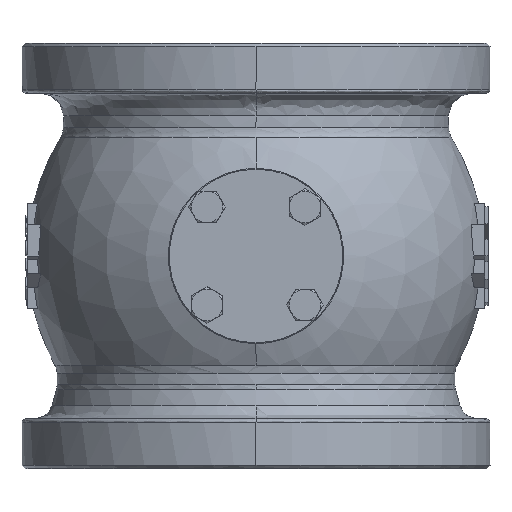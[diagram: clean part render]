
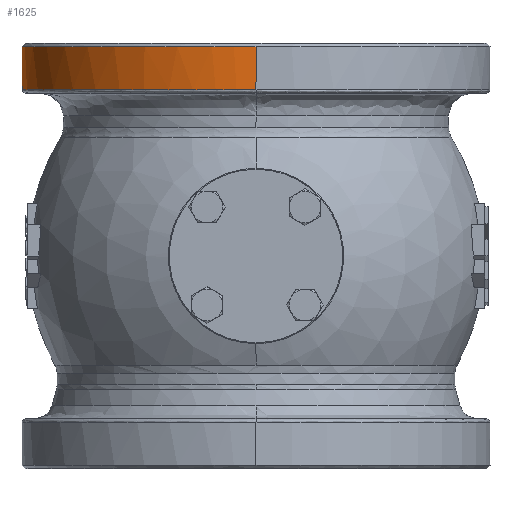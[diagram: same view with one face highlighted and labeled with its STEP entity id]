
A CAD part, front view. The second image highlights one B-rep face of the part: STEP entity #1625.
In plain terms, the highlighted cylindrical face has radius 133.5 mm (diameter 267 mm), a partial arc.
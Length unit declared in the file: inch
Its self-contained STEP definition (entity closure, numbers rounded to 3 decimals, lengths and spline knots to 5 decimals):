
#122 = CARTESIAN_POINT ( 'NONE',  ( -4.72418, 2.32916, 4.70472 ) ) ;
#361 = CARTESIAN_POINT ( 'NONE',  ( -4.98747, 1.69354, 4.70472 ) ) ;
#1269 = CARTESIAN_POINT ( 'NONE',  ( 0., 5.25591, 4.70472 ) ) ;
#1625 = ADVANCED_FACE ( 'NONE', ( #26148 ), #1851, .F. ) ;
#1851 = CYLINDRICAL_SURFACE ( 'NONE', #10694, 5.25591 ) ;
#2293 = CARTESIAN_POINT ( 'NONE',  ( -10.51181, -5.25591, 3.73622 ) ) ;
#3568 = CARTESIAN_POINT ( 'NONE',  ( -5.25591, 0., 4.70472 ) ) ;
#3959 = CARTESIAN_POINT ( 'NONE',  ( -5.25591, 0., 4.70472 ) ) ;
#4560 =( BOUNDED_CURVE ( )  B_SPLINE_CURVE ( 3, ( #26293, #37531, #2293, #46221 ),
 .UNSPECIFIED., .F., .F. ) 
 B_SPLINE_CURVE_WITH_KNOTS ( ( 4, 4 ),
 ( 0., 1. ),
 .UNSPECIFIED. ) 
 CURVE ( )  GEOMETRIC_REPRESENTATION_ITEM ( )  RATIONAL_B_SPLINE_CURVE ( ( 0.957, 0.319, 0.319, 0.957 ) ) 
 REPRESENTATION_ITEM ( '' )  );
#4769 = B_SPLINE_CURVE_WITH_KNOTS ( 'NONE', 3,
 ( #3568, #11536, #33659, #45482, #15587, #16316, #43894, #28039, #43401, #12292, #8163, #16572, #47713, #35182, #39813, #8677, #35421, #8420 ),
 .UNSPECIFIED., .F., .F.,
 ( 4, 2, 2, 2, 2, 2, 2, 2, 4 ),
 ( 0., 0.125, 0.25, 0.375, 0.5, 0.625, 0.75, 0.875, 1. ),
 .UNSPECIFIED. ) ;
#5638 = CARTESIAN_POINT ( 'NONE',  ( 0., 5.25591, 4.05906 ) ) ;
#5751 = EDGE_CURVE ( 'NONE', #29014, #49040, #4769, .T. ) ;
#8163 = CARTESIAN_POINT ( 'NONE',  ( -3.20605, -4.17901, 4.70472 ) ) ;
#8420 = CARTESIAN_POINT ( 'NONE',  ( 0., -5.25591, 4.70472 ) ) ;
#8677 = CARTESIAN_POINT ( 'NONE',  ( -0.68799, -5.22203, 4.70472 ) ) ;
#8696 = CARTESIAN_POINT ( 'NONE',  ( -5.25591, 0., 4.70472 ) ) ;
#9327 = VERTEX_POINT ( 'NONE', #36657 ) ;
#9998 = VERTEX_POINT ( 'NONE', #37678 ) ;
#10694 = AXIS2_PLACEMENT_3D ( 'NONE', #27906, #32953, #43508 ) ;
#11168 = CARTESIAN_POINT ( 'NONE',  ( -3.95973, 3.47324, 4.70472 ) ) ;
#11536 = CARTESIAN_POINT ( 'NONE',  ( -5.25591, -0.344, 4.70472 ) ) ;
#11924 = CARTESIAN_POINT ( 'NONE',  ( -3.47324, 3.95973, 4.70472 ) ) ;
#12176 = CARTESIAN_POINT ( 'NONE',  ( -4.56124, 2.634, 4.70472 ) ) ;
#12292 = CARTESIAN_POINT ( 'NONE',  ( -3.47324, -3.95973, 4.70472 ) ) ;
#15479 = CARTESIAN_POINT ( 'NONE',  ( -5.25591, 0.344, 4.70472 ) ) ;
#15587 = CARTESIAN_POINT ( 'NONE',  ( -4.98747, -1.69354, 4.70472 ) ) ;
#16316 = CARTESIAN_POINT ( 'NONE',  ( -4.72418, -2.32916, 4.70472 ) ) ;
#16572 = CARTESIAN_POINT ( 'NONE',  ( -2.634, -4.56124, 4.70472 ) ) ;
#17116 = CARTESIAN_POINT ( 'NONE',  ( 0., 5.25591, 4.38189 ) ) ;
#17975 = CARTESIAN_POINT ( 'NONE',  ( 0., -5.25591, 4.05906 ) ) ;
#18524 = CARTESIAN_POINT ( 'NONE',  ( -0.68799, 5.22203, 4.70472 ) ) ;
#18665 = B_SPLINE_CURVE_WITH_KNOTS ( 'NONE', 3,
 ( #21556, #21318, #17975, #45554 ),
 .UNSPECIFIED., .F., .F.,
 ( 4, 4 ),
 ( 0., 1. ),
 .UNSPECIFIED. ) ;
#19303 = CARTESIAN_POINT ( 'NONE',  ( -2.634, 4.56124, 4.70472 ) ) ;
#21193 = B_SPLINE_CURVE_WITH_KNOTS ( 'NONE', 3,
 ( #48753, #25522, #18524, #49709, #35071, #38947, #19303, #43294, #11924, #11168, #46858, #12176, #122, #361, #27187, #27681, #15479, #3959 ),
 .UNSPECIFIED., .F., .F.,
 ( 4, 2, 2, 2, 2, 2, 2, 2, 4 ),
 ( 0., 0.125, 0.25, 0.375, 0.5, 0.625, 0.75, 0.875, 1. ),
 .UNSPECIFIED. ) ;
#21318 = CARTESIAN_POINT ( 'NONE',  ( 0., -5.25591, 4.38189 ) ) ;
#21502 = CARTESIAN_POINT ( 'NONE',  ( 0., 5.25591, 4.70472 ) ) ;
#21556 = CARTESIAN_POINT ( 'NONE',  ( 0., -5.25591, 4.70472 ) ) ;
#22862 = EDGE_CURVE ( 'NONE', #49040, #9327, #18665, .T. ) ;
#25522 = CARTESIAN_POINT ( 'NONE',  ( -0.344, 5.25591, 4.70472 ) ) ;
#26148 = FACE_OUTER_BOUND ( 'NONE', #49895, .T. ) ;
#26253 = CARTESIAN_POINT ( 'NONE',  ( 0., -5.25591, 4.70472 ) ) ;
#26293 = CARTESIAN_POINT ( 'NONE',  ( 0., 5.25591, 3.73622 ) ) ;
#27187 = CARTESIAN_POINT ( 'NONE',  ( -5.0878, 1.36276, 4.70472 ) ) ;
#27415 = ORIENTED_EDGE ( 'NONE', *, *, #22862, .T. ) ;
#27549 = ORIENTED_EDGE ( 'NONE', *, *, #42281, .T. ) ;
#27681 = CARTESIAN_POINT ( 'NONE',  ( -5.22203, 0.68799, 4.70472 ) ) ;
#27906 = CARTESIAN_POINT ( 'NONE',  ( 0., 0., 3.73622 ) ) ;
#28039 = CARTESIAN_POINT ( 'NONE',  ( -4.17901, -3.20605, 4.70472 ) ) ;
#29014 = VERTEX_POINT ( 'NONE', #8696 ) ;
#29322 = EDGE_CURVE ( 'NONE', #9998, #9327, #4560, .T. ) ;
#31892 = CARTESIAN_POINT ( 'NONE',  ( 0., 5.25591, 3.73622 ) ) ;
#32953 = DIRECTION ( 'NONE',  ( 0., 0., 1. ) ) ;
#33659 = CARTESIAN_POINT ( 'NONE',  ( -5.22203, -0.68799, 4.70472 ) ) ;
#34141 = ORIENTED_EDGE ( 'NONE', *, *, #29322, .F. ) ;
#34456 = VERTEX_POINT ( 'NONE', #21502 ) ;
#35071 = CARTESIAN_POINT ( 'NONE',  ( -1.69354, 4.98747, 4.70472 ) ) ;
#35182 = CARTESIAN_POINT ( 'NONE',  ( -1.69354, -4.98747, 4.70472 ) ) ;
#35421 = CARTESIAN_POINT ( 'NONE',  ( -0.344, -5.25591, 4.70472 ) ) ;
#36657 = CARTESIAN_POINT ( 'NONE',  ( 0., -5.25591, 3.73622 ) ) ;
#37531 = CARTESIAN_POINT ( 'NONE',  ( -10.51181, 5.25591, 3.73622 ) ) ;
#37678 = CARTESIAN_POINT ( 'NONE',  ( 0., 5.25591, 3.73622 ) ) ;
#38879 = ORIENTED_EDGE ( 'NONE', *, *, #5751, .T. ) ;
#38947 = CARTESIAN_POINT ( 'NONE',  ( -2.32916, 4.72418, 4.70472 ) ) ;
#39813 = CARTESIAN_POINT ( 'NONE',  ( -1.36276, -5.0878, 4.70472 ) ) ;
#40518 = B_SPLINE_CURVE_WITH_KNOTS ( 'NONE', 3,
 ( #31892, #5638, #17116, #1269 ),
 .UNSPECIFIED., .F., .F.,
 ( 4, 4 ),
 ( 0., 1. ),
 .UNSPECIFIED. ) ;
#42281 = EDGE_CURVE ( 'NONE', #9998, #34456, #40518, .T. ) ;
#43294 = CARTESIAN_POINT ( 'NONE',  ( -3.20605, 4.17901, 4.70472 ) ) ;
#43401 = CARTESIAN_POINT ( 'NONE',  ( -3.95973, -3.47324, 4.70472 ) ) ;
#43508 = DIRECTION ( 'NONE',  ( 0., -1., 0. ) ) ;
#43894 = CARTESIAN_POINT ( 'NONE',  ( -4.56124, -2.634, 4.70472 ) ) ;
#45482 = CARTESIAN_POINT ( 'NONE',  ( -5.0878, -1.36276, 4.70472 ) ) ;
#45554 = CARTESIAN_POINT ( 'NONE',  ( 0., -5.25591, 3.73622 ) ) ;
#46221 = CARTESIAN_POINT ( 'NONE',  ( 0., -5.25591, 3.73622 ) ) ;
#46858 = CARTESIAN_POINT ( 'NONE',  ( -4.17901, 3.20605, 4.70472 ) ) ;
#47713 = CARTESIAN_POINT ( 'NONE',  ( -2.32916, -4.72418, 4.70472 ) ) ;
#48267 = EDGE_CURVE ( 'NONE', #34456, #29014, #21193, .T. ) ;
#48753 = CARTESIAN_POINT ( 'NONE',  ( 0., 5.25591, 4.70472 ) ) ;
#49040 = VERTEX_POINT ( 'NONE', #26253 ) ;
#49709 = CARTESIAN_POINT ( 'NONE',  ( -1.36276, 5.0878, 4.70472 ) ) ;
#49895 = EDGE_LOOP ( 'NONE', ( #27549, #50417, #38879, #27415, #34141 ) ) ;
#50417 = ORIENTED_EDGE ( 'NONE', *, *, #48267, .T. ) ;
